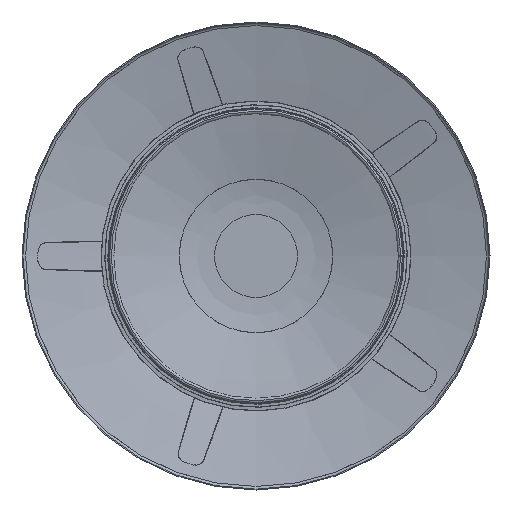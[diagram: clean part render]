
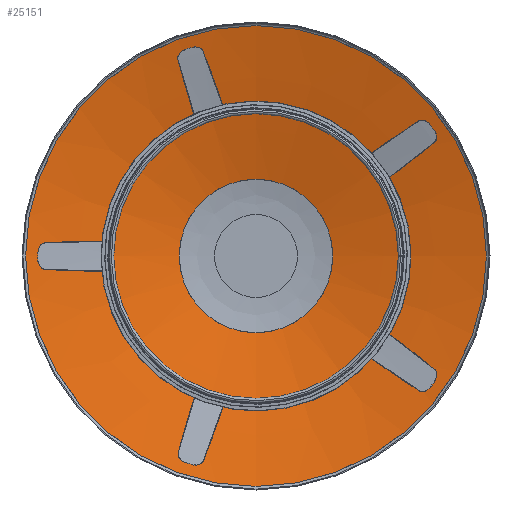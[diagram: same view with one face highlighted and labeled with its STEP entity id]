
A CAD part, front view. The second image highlights one B-rep face of the part: STEP entity #25151.
In plain terms, the highlighted conical face has half-angle 76.179 degrees and reference radius 103.659 mm.
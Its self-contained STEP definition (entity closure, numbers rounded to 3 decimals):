
#521=FACE_BOUND('',#8827,.T.);
#5953=CONICAL_SURFACE('',#27497,103.659,76.179);
#7137=FACE_OUTER_BOUND('',#8826,.T.);
#8826=EDGE_LOOP('',(#22672,#22673));
#8827=EDGE_LOOP('',(#22674));
#10151=CIRCLE('',#27496,155.573);
#10152=CIRCLE('',#27498,51.746);
#10153=CIRCLE('',#27499,51.746);
#12400=VERTEX_POINT('',#43007);
#12401=VERTEX_POINT('',#43010);
#12402=VERTEX_POINT('',#43011);
#15832=EDGE_CURVE('',#12400,#12400,#10151,.T.);
#15833=EDGE_CURVE('',#12401,#12402,#10152,.T.);
#15834=EDGE_CURVE('',#12402,#12401,#10153,.T.);
#22672=ORIENTED_EDGE('',*,*,#15833,.T.);
#22673=ORIENTED_EDGE('',*,*,#15834,.T.);
#22674=ORIENTED_EDGE('',*,*,#15832,.F.);
#25151=ADVANCED_FACE('',(#7137,#521),#5953,.F.);
#27496=AXIS2_PLACEMENT_3D('',#43008,#34220,#34221);
#27497=AXIS2_PLACEMENT_3D('',#43009,#34222,#34223);
#27498=AXIS2_PLACEMENT_3D('',#43012,#34224,#34225);
#27499=AXIS2_PLACEMENT_3D('',#43013,#34226,#34227);
#34220=DIRECTION('center_axis',(0.,1.,0.));
#34221=DIRECTION('ref_axis',(-1.,0.,0.));
#34222=DIRECTION('center_axis',(0.,-1.,0.));
#34223=DIRECTION('ref_axis',(-1.,0.,0.));
#34224=DIRECTION('center_axis',(0.,1.,0.));
#34225=DIRECTION('ref_axis',(-1.,0.,0.));
#34226=DIRECTION('center_axis',(0.,1.,0.));
#34227=DIRECTION('ref_axis',(-1.,0.,0.));
#43007=CARTESIAN_POINT('',(-155.573,23.979,0.));
#43008=CARTESIAN_POINT('Origin',(0.,23.979,
0.));
#43009=CARTESIAN_POINT('Origin',(0.,36.751,
0.));
#43010=CARTESIAN_POINT('',(-51.746,49.522,0.));
#43011=CARTESIAN_POINT('',(0.,49.522,-51.746));
#43012=CARTESIAN_POINT('Origin',(0.,49.522,
0.));
#43013=CARTESIAN_POINT('Origin',(0.,49.522,
0.));
